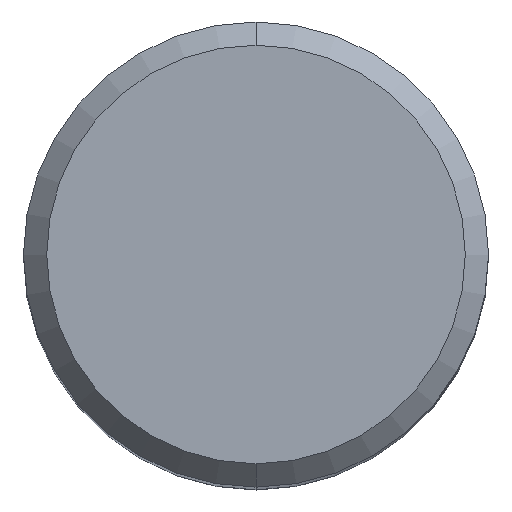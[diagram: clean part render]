
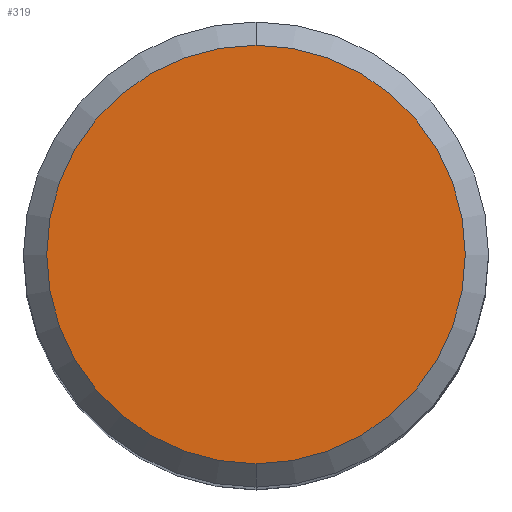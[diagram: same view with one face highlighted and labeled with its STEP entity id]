
A CAD part, top view. The second image highlights one B-rep face of the part: STEP entity #319.
In plain terms, the highlighted planar face has unit normal (0, 0, 1).
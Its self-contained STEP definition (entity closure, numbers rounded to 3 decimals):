
#173=VERTEX_POINT('',#472);
#199=EDGE_CURVE('',#173,#247,#500,.T.);
#247=VERTEX_POINT('',#553);
#319=ADVANCED_FACE('',(#629),#630,.T.);
#391=EDGE_CURVE('',#247,#173,#712,.T.);
#472=CARTESIAN_POINT('',(0.,-7.2,0.));
#500=CIRCLE('',#895,7.2);
#553=CARTESIAN_POINT('',(0.0,7.2,0.));
#629=FACE_OUTER_BOUND('',#1161,.T.);
#630=PLANE('',#1162);
#712=CIRCLE('',#1335,7.2);
#895=AXIS2_PLACEMENT_3D('',#1498,#1499,#1500);
#1161=EDGE_LOOP('',(#1632,#1633));
#1162=AXIS2_PLACEMENT_3D('',#1634,#1635,#1636);
#1335=AXIS2_PLACEMENT_3D('',#1744,#1745,#1746);
#1498=CARTESIAN_POINT('',(0.0,0.0,0.));
#1499=DIRECTION('',(0.0,0.0,-1.0));
#1500=DIRECTION('',(0.0,1.0,0.0));
#1632=ORIENTED_EDGE('',*,*,#391,.F.);
#1633=ORIENTED_EDGE('',*,*,#199,.F.);
#1634=CARTESIAN_POINT('',(0.0,3.6,0.));
#1635=DIRECTION('',(-0.0,0.0,1.0));
#1636=DIRECTION('',(0.0,-1.0,0.0));
#1744=CARTESIAN_POINT('',(0.0,0.0,0.));
#1745=DIRECTION('',(0.0,0.0,-1.0));
#1746=DIRECTION('',(0.0,1.0,0.0));
